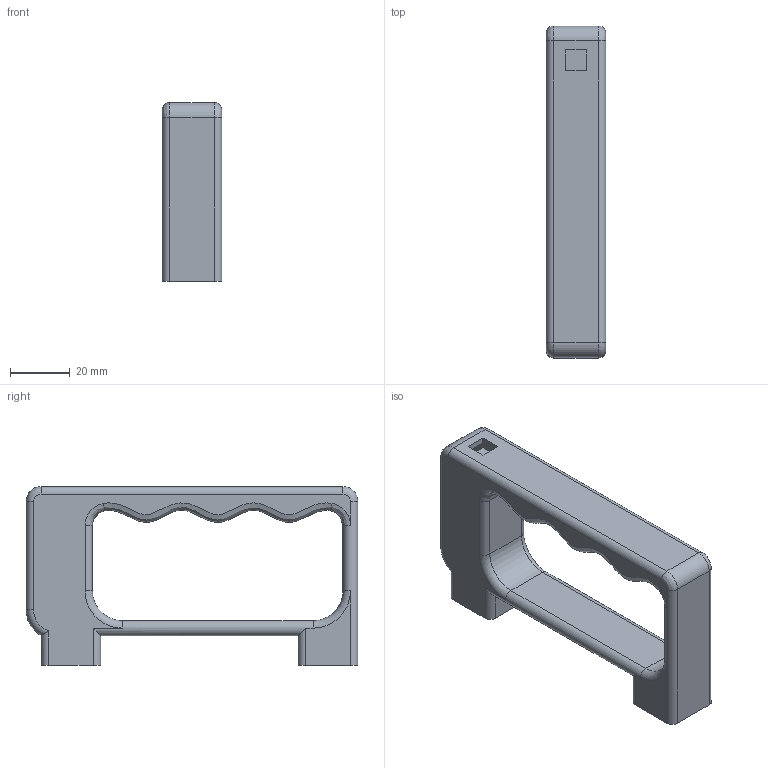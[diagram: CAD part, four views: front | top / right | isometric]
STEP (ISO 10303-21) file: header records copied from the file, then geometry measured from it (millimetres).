
FILE_DESCRIPTION(/* description */ (''),/* implementation_level */ '2;1');
FILE_NAME(/* name */ 'main_handle.step',/* time_stamp */ '2021-11-21T16:36:36+01:00',/* author */ (''),/* organization */ (''),/* preprocessor_version */ 'ST-DEVELOPER v18.1',/* originating_system */ 'Autodesk Translation Framework v10.10.0.1391',/* authorisation */ '');
FILE_SCHEMA (('AUTOMOTIVE_DESIGN { 1 0 10303 214 3 1 1 }'));
Length unit declared in the file: millimetre
Products named in the file (1): main_handle
Bounding box: 20 x 111.25 x 60 mm (x, y, z)
Volume: 56564.1 mm3; surface area: 18726.8 mm2
Topology: 1 solids, 1 shells, 84 faces, 208 edges, 128 vertices
Faces by surface type: plane 40, cylinder 25, bspline 13, torus 6
Full cylindrical faces by diameter (mm): 3.2 x4
Entity records: 3622 total; most frequent: CARTESIAN_POINT 1612, ORIENTED_EDGE 416, DIRECTION 400, EDGE_CURVE 208, AXIS2_PLACEMENT_3D 138, VERTEX_POINT 128, LINE 124, VECTOR 124
